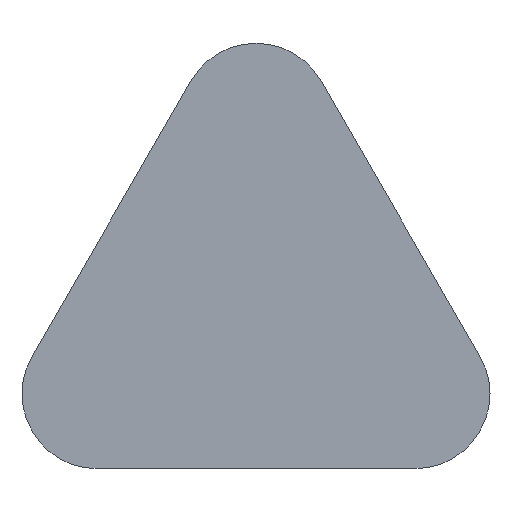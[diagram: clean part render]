
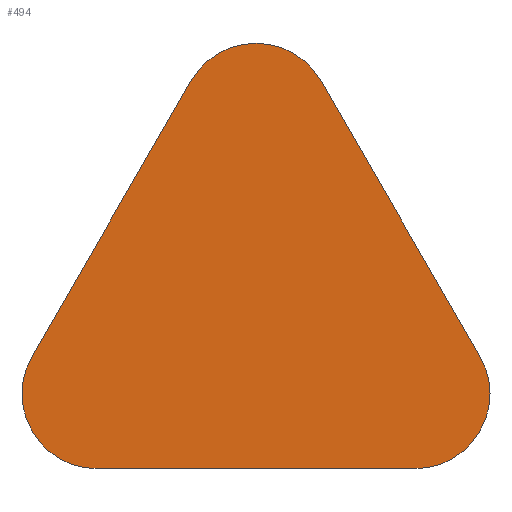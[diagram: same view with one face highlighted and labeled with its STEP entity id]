
A CAD part, front view. The second image highlights one B-rep face of the part: STEP entity #494.
In plain terms, the highlighted planar face has unit normal (0, -1, 0).
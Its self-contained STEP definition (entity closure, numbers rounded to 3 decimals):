
#7 = DIRECTION ( 'NONE',  ( 0., 0., 1. ) ) ;
#23 = FACE_OUTER_BOUND ( 'NONE', #1011, .T. ) ;
#97 = CIRCLE ( 'NONE', #272, 3.35 ) ;
#106 = DIRECTION ( 'NONE',  ( 0., 1., 0. ) ) ;
#124 = CARTESIAN_POINT ( 'NONE',  ( 0., 69., 448.52 ) ) ;
#179 = CARTESIAN_POINT ( 'NONE',  ( 183.901, 69., 448.52 ) ) ;
#197 = DIRECTION ( 'NONE',  ( 0., 0., -1. ) ) ;
#208 = AXIS2_PLACEMENT_3D ( 'NONE', #1179, #269, #718 ) ;
#216 = CARTESIAN_POINT ( 'NONE',  ( 169.699, 69., 451.87 ) ) ;
#227 = VERTEX_POINT ( 'NONE', #179 ) ;
#269 = DIRECTION ( 'NONE',  ( 0., 1., 0. ) ) ;
#272 = AXIS2_PLACEMENT_3D ( 'NONE', #216, #748, #943 ) ;
#274 = VERTEX_POINT ( 'NONE', #549 ) ;
#301 = ORIENTED_EDGE ( 'NONE', *, *, #933, .F. ) ;
#316 = VERTEX_POINT ( 'NONE', #729 ) ;
#341 = VECTOR ( 'NONE', #634, 1000. ) ;
#360 = EDGE_CURVE ( 'NONE', #433, #1108, #1035, .T. ) ;
#371 = VERTEX_POINT ( 'NONE', #731 ) ;
#375 = ORIENTED_EDGE ( 'NONE', *, *, #360, .F. ) ;
#399 = EDGE_CURVE ( 'NONE', #371, #433, #982, .T. ) ;
#433 = VERTEX_POINT ( 'NONE', #737 ) ;
#437 = AXIS2_PLACEMENT_3D ( 'NONE', #552, #1113, #7 ) ;
#451 = CARTESIAN_POINT ( 'NONE',  ( 186.803, 69., 453.545 ) ) ;
#454 = ORIENTED_EDGE ( 'NONE', *, *, #929, .F. ) ;
#464 = CIRCLE ( 'NONE', #208, 3.35 ) ;
#494 = ADVANCED_FACE ( 'NONE', ( #23 ), #562, .F. ) ;
#528 = ORIENTED_EDGE ( 'NONE', *, *, #399, .F. ) ;
#549 = CARTESIAN_POINT ( 'NONE',  ( 166.797, 69., 453.545 ) ) ;
#552 = CARTESIAN_POINT ( 'NONE',  ( 0., 69., 0. ) ) ;
#562 = PLANE ( 'NONE',  #437 ) ;
#608 = LINE ( 'NONE', #1122, #341 ) ;
#611 = ORIENTED_EDGE ( 'NONE', *, *, #678, .F. ) ;
#634 = DIRECTION ( 'NONE',  ( 0.5, 0., 0.866 ) ) ;
#678 = EDGE_CURVE ( 'NONE', #227, #316, #1142, .T. ) ;
#718 = DIRECTION ( 'NONE',  ( 0., 0., -1. ) ) ;
#729 = CARTESIAN_POINT ( 'NONE',  ( 169.699, 69., 448.52 ) ) ;
#731 = CARTESIAN_POINT ( 'NONE',  ( 173.899, 69., 465.845 ) ) ;
#737 = CARTESIAN_POINT ( 'NONE',  ( 179.701, 69., 465.845 ) ) ;
#748 = DIRECTION ( 'NONE',  ( 0., 1., 0. ) ) ;
#846 = DIRECTION ( 'NONE',  ( 0.5, 0., -0.866 ) ) ;
#913 = VECTOR ( 'NONE', #846, 1000. ) ;
#929 = EDGE_CURVE ( 'NONE', #1108, #227, #464, .T. ) ;
#933 = EDGE_CURVE ( 'NONE', #316, #274, #97, .T. ) ;
#935 = DIRECTION ( 'NONE',  ( -1., 0., 0. ) ) ;
#943 = DIRECTION ( 'NONE',  ( 0., 0., -1. ) ) ;
#982 = CIRCLE ( 'NONE', #1170, 3.35 ) ;
#985 = ORIENTED_EDGE ( 'NONE', *, *, #1019, .F. ) ;
#1011 = EDGE_LOOP ( 'NONE', ( #301, #611, #454, #375, #528, #985 ) ) ;
#1019 = EDGE_CURVE ( 'NONE', #274, #371, #608, .T. ) ;
#1025 = CARTESIAN_POINT ( 'NONE',  ( 176.8, 69., 464.17 ) ) ;
#1035 = LINE ( 'NONE', #1118, #913 ) ;
#1078 = VECTOR ( 'NONE', #935, 1000. ) ;
#1108 = VERTEX_POINT ( 'NONE', #451 ) ;
#1113 = DIRECTION ( 'NONE',  ( 0., 1., 0. ) ) ;
#1118 = CARTESIAN_POINT ( 'NONE',  ( 179.701, 69., 465.845 ) ) ;
#1122 = CARTESIAN_POINT ( 'NONE',  ( 166.797, 69., 453.545 ) ) ;
#1142 = LINE ( 'NONE', #124, #1078 ) ;
#1170 = AXIS2_PLACEMENT_3D ( 'NONE', #1025, #106, #197 ) ;
#1179 = CARTESIAN_POINT ( 'NONE',  ( 183.901, 69., 451.87 ) ) ;
